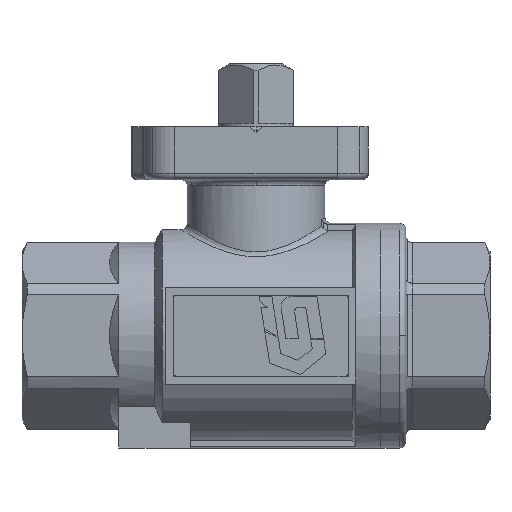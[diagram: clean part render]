
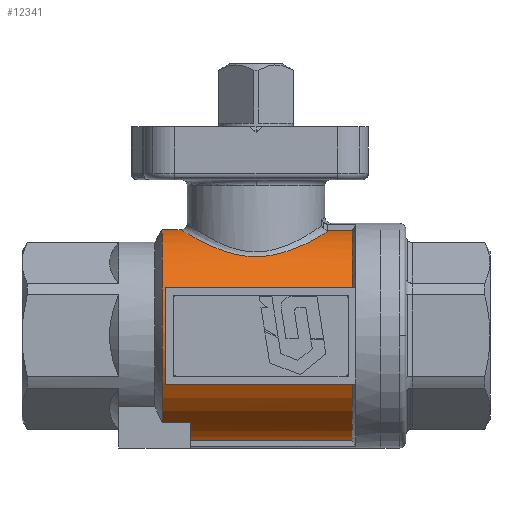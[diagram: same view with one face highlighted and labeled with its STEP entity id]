
A CAD part, front view. The second image highlights one B-rep face of the part: STEP entity #12341.
In plain terms, the highlighted cylindrical face has radius 17 mm (diameter 34 mm), a partial arc.
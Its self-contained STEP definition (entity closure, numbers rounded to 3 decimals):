
#2880=CARTESIAN_POINT('',(-15.045,0.,17.));
#2881=VERTEX_POINT('',#2880);
#2897=CARTESIAN_POINT('',(-15.045,-9.75,-13.926));
#2898=VERTEX_POINT('',#2897);
#2905=CARTESIAN_POINT('',(-15.045,0.,0.));
#2906=DIRECTION('',(-1.,0.,0.));
#2907=DIRECTION('',(0.,-0.,1.));
#2908=AXIS2_PLACEMENT_3D('',#2905,#2906,#2907);
#2909=CIRCLE('',#2908,17.);
#2910=EDGE_CURVE('',#2898,#2881,#2909,.T.);
#3208=CARTESIAN_POINT('',(-12.001,0.,17.));
#3209=VERTEX_POINT('',#3208);
#3210=CARTESIAN_POINT('',(-12.001,0.,17.));
#3211=CARTESIAN_POINT('',(-13.015,0.,17.));
#3212=CARTESIAN_POINT('',(-14.03,0.,17.));
#3213=CARTESIAN_POINT('',(-15.045,0.,17.));
#3214=B_SPLINE_CURVE_WITH_KNOTS('',3,(#3210,#3211,#3212,#3213),.UNSPECIFIED.,.F.,.F.,(4,4),(0.,3.045),.UNSPECIFIED.);
#3215=EDGE_CURVE('',#3209,#2881,#3214,.T.);
#11915=CARTESIAN_POINT('',(-14.5,-15.131,-7.75));
#11916=VERTEX_POINT('',#11915);
#11917=CARTESIAN_POINT('',(-14.5,-15.131,7.75));
#11918=VERTEX_POINT('',#11917);
#11919=CARTESIAN_POINT('',(-14.5,0.,0.));
#11920=DIRECTION('',(-1.,0.,0.));
#11921=DIRECTION('',(0.,-0.,1.));
#11922=AXIS2_PLACEMENT_3D('',#11919,#11920,#11921);
#11923=CIRCLE('',#11922,17.);
#11924=EDGE_CURVE('',#11916,#11918,#11923,.T.);
#11966=CARTESIAN_POINT('',(-10.5,-9.75,-13.926));
#11967=VERTEX_POINT('',#11966);
#11974=CARTESIAN_POINT('',(-15.045,-9.75,-13.926));
#11975=DIRECTION('',(1.,-0.,-0.));
#11976=VECTOR('',#11975,4.545);
#11977=LINE('',#11974,#11976);
#11978=EDGE_CURVE('',#2898,#11967,#11977,.T.);
#12003=CARTESIAN_POINT('',(15.423,-2.5,-16.815));
#12004=VERTEX_POINT('',#12003);
#12005=CARTESIAN_POINT('',(15.423,-15.131,-7.75));
#12006=VERTEX_POINT('',#12005);
#12007=CARTESIAN_POINT('',(15.423,-0.,-0.));
#12008=DIRECTION('',(-1.,0.,0.));
#12009=DIRECTION('',(-0.,0.,-1.));
#12010=AXIS2_PLACEMENT_3D('',#12007,#12008,#12009);
#12011=CIRCLE('',#12010,17.);
#12012=EDGE_CURVE('',#12004,#12006,#12011,.T.);
#12050=CARTESIAN_POINT('',(15.423,-15.131,7.75));
#12051=VERTEX_POINT('',#12050);
#12058=CARTESIAN_POINT('',(-14.5,-15.131,7.75));
#12059=DIRECTION('',(1.,-0.,-0.));
#12060=VECTOR('',#12059,29.923);
#12061=LINE('',#12058,#12060);
#12062=EDGE_CURVE('',#11918,#12051,#12061,.T.);
#12209=CARTESIAN_POINT('',(15.423,-15.131,-7.75));
#12210=DIRECTION('',(-1.,0.,0.));
#12211=VECTOR('',#12210,29.923);
#12212=LINE('',#12209,#12211);
#12213=EDGE_CURVE('',#12006,#11916,#12212,.T.);
#12234=CARTESIAN_POINT('',(0.189,-0.,-0.));
#12235=DIRECTION('',(1.,-0.,-0.));
#12236=DIRECTION('',(0.,-0.,1.));
#12237=AXIS2_PLACEMENT_3D('',#12234,#12235,#12236);
#12238=CYLINDRICAL_SURFACE('',#12237,17.);
#12239=ORIENTED_EDGE('',*,*,#3215,.T.);
#12240=ORIENTED_EDGE('',*,*,#2910,.F.);
#12241=ORIENTED_EDGE('',*,*,#11978,.T.);
#12242=CARTESIAN_POINT('',(-10.5,-2.5,-16.815));
#12243=VERTEX_POINT('',#12242);
#12244=CARTESIAN_POINT('',(-10.5,0.,0.));
#12245=DIRECTION('',(1.,-0.,-0.));
#12246=DIRECTION('',(0.,-0.,1.));
#12247=AXIS2_PLACEMENT_3D('',#12244,#12245,#12246);
#12248=CIRCLE('',#12247,17.);
#12249=EDGE_CURVE('',#11967,#12243,#12248,.T.);
#12250=ORIENTED_EDGE('',*,*,#12249,.T.);
#12251=CARTESIAN_POINT('',(-10.5,-2.5,-16.815));
#12252=DIRECTION('',(1.,-0.,-0.));
#12253=VECTOR('',#12252,25.923);
#12254=LINE('',#12251,#12253);
#12255=EDGE_CURVE('',#12243,#12004,#12254,.T.);
#12256=ORIENTED_EDGE('',*,*,#12255,.T.);
#12257=ORIENTED_EDGE('',*,*,#12012,.T.);
#12258=ORIENTED_EDGE('',*,*,#12213,.T.);
#12259=ORIENTED_EDGE('',*,*,#11924,.T.);
#12260=ORIENTED_EDGE('',*,*,#12062,.T.);
#12261=CARTESIAN_POINT('',(15.423,-2.5,16.815));
#12262=VERTEX_POINT('',#12261);
#12263=CARTESIAN_POINT('',(15.423,-0.,-0.));
#12264=DIRECTION('',(-1.,0.,0.));
#12265=DIRECTION('',(0.,-0.,1.));
#12266=AXIS2_PLACEMENT_3D('',#12263,#12264,#12265);
#12267=CIRCLE('',#12266,17.);
#12268=EDGE_CURVE('',#12051,#12262,#12267,.T.);
#12269=ORIENTED_EDGE('',*,*,#12268,.T.);
#12270=CARTESIAN_POINT('',(11.704,-2.5,16.815));
#12271=VERTEX_POINT('',#12270);
#12272=CARTESIAN_POINT('',(15.423,-2.5,16.815));
#12273=DIRECTION('',(-1.,0.,0.));
#12274=VECTOR('',#12273,3.718);
#12275=LINE('',#12272,#12274);
#12276=EDGE_CURVE('',#12262,#12271,#12275,.T.);
#12277=ORIENTED_EDGE('',*,*,#12276,.T.);
#12278=CARTESIAN_POINT('',(-10.5,-5.487,16.09));
#12279=VERTEX_POINT('',#12278);
#12280=CARTESIAN_POINT('',(-10.5,-5.487,16.09));
#12281=CARTESIAN_POINT('',(-9.917,-6.484,15.75));
#12282=CARTESIAN_POINT('',(-9.187,-7.379,15.341));
#12283=CARTESIAN_POINT('',(-8.339,-8.151,14.918));
#12284=CARTESIAN_POINT('',(-7.915,-8.538,14.707));
#12285=CARTESIAN_POINT('',(-7.461,-8.894,14.493));
#12286=CARTESIAN_POINT('',(-6.981,-9.217,14.284));
#12287=CARTESIAN_POINT('',(-6.502,-9.541,14.075));
#12288=CARTESIAN_POINT('',(-5.996,-9.833,13.871));
#12289=CARTESIAN_POINT('',(-5.467,-10.089,13.682));
#12290=CARTESIAN_POINT('',(-4.937,-10.345,13.494));
#12291=CARTESIAN_POINT('',(-4.383,-10.566,13.32));
#12292=CARTESIAN_POINT('',(-3.805,-10.748,13.171));
#12293=CARTESIAN_POINT('',(-3.227,-10.93,13.022));
#12294=CARTESIAN_POINT('',(-2.627,-11.074,12.899));
#12295=CARTESIAN_POINT('',(-2.012,-11.173,12.813));
#12296=CARTESIAN_POINT('',(-1.398,-11.272,12.726));
#12297=CARTESIAN_POINT('',(-0.769,-11.326,12.678));
#12298=CARTESIAN_POINT('',(-0.14,-11.333,12.672));
#12299=CARTESIAN_POINT('',(0.489,-11.34,12.665));
#12300=CARTESIAN_POINT('',(1.118,-11.3,12.701));
#12301=CARTESIAN_POINT('',(1.733,-11.215,12.776));
#12302=CARTESIAN_POINT('',(2.963,-11.044,12.926));
#12303=CARTESIAN_POINT('',(4.141,-10.694,13.23));
#12304=CARTESIAN_POINT('',(5.224,-10.201,13.599));
#12305=CARTESIAN_POINT('',(5.765,-9.955,13.784));
#12306=CARTESIAN_POINT('',(6.281,-9.673,13.985));
#12307=CARTESIAN_POINT('',(6.77,-9.36,14.191));
#12308=CARTESIAN_POINT('',(7.258,-9.046,14.398));
#12309=CARTESIAN_POINT('',(7.718,-8.7,14.611));
#12310=CARTESIAN_POINT('',(8.149,-8.324,14.823));
#12311=CARTESIAN_POINT('',(8.579,-7.947,15.034));
#12312=CARTESIAN_POINT('',(8.981,-7.539,15.244));
#12313=CARTESIAN_POINT('',(9.35,-7.103,15.445));
#12314=CARTESIAN_POINT('',(9.72,-6.666,15.646));
#12315=CARTESIAN_POINT('',(10.059,-6.201,15.837));
#12316=CARTESIAN_POINT('',(10.362,-5.71,16.012));
#12317=CARTESIAN_POINT('',(10.968,-4.728,16.363));
#12318=CARTESIAN_POINT('',(11.43,-3.645,16.645));
#12319=CARTESIAN_POINT('',(11.704,-2.5,16.815));
#12320=B_SPLINE_CURVE_WITH_KNOTS('',3,(#12280,#12281,#12282,#12283,#12284,#12285,#12286,#12287,#12288,#12289,#12290,#12291,#12292,#12293,#12294,#12295,#12296,#12297,#12298,#12299,#12300,#12301,#12302,#12303,#12304,#12305,
#12306,#12307,#12308,#12309,#12310,#12311,#12312,#12313,#12314,#12315,#12316,#12317,#12318,#12319),.UNSPECIFIED.,.F.,.F.,(4,3,3,3,3,3,3,3,3,3,3,3,3,4),(-7.15,-6.775,-6.587,-6.399,-6.212,-6.024,-5.836,-5.649,-5.273,-5.086,-4.898,-4.71,-4.523,-4.147),.UNSPECIFIED.);
#12321=EDGE_CURVE('',#12279,#12271,#12320,.T.);
#12322=ORIENTED_EDGE('',*,*,#12321,.F.);
#12323=CARTESIAN_POINT('',(-12.001,0.,17.));
#12324=CARTESIAN_POINT('',(-12.001,-0.484,17.));
#12325=CARTESIAN_POINT('',(-11.968,-0.968,16.979));
#12326=CARTESIAN_POINT('',(-11.903,-1.446,16.938));
#12327=CARTESIAN_POINT('',(-11.838,-1.925,16.898));
#12328=CARTESIAN_POINT('',(-11.739,-2.398,16.837));
#12329=CARTESIAN_POINT('',(-11.61,-2.861,16.757));
#12330=CARTESIAN_POINT('',(-11.481,-3.325,16.678));
#12331=CARTESIAN_POINT('',(-11.322,-3.778,16.581));
#12332=CARTESIAN_POINT('',(-11.136,-4.217,16.469));
#12333=CARTESIAN_POINT('',(-10.95,-4.656,16.356));
#12334=CARTESIAN_POINT('',(-10.738,-5.08,16.229));
#12335=CARTESIAN_POINT('',(-10.5,-5.487,16.09));
#12336=B_SPLINE_CURVE_WITH_KNOTS('',3,(#12323,#12324,#12325,#12326,#12327,#12328,#12329,#12330,#12331,#12332,#12333,#12334,#12335),.UNSPECIFIED.,.F.,.F.,(4,3,3,3,4),(-7.763,-7.61,-7.457,-7.303,-7.15),.UNSPECIFIED.);
#12337=EDGE_CURVE('',#3209,#12279,#12336,.T.);
#12338=ORIENTED_EDGE('',*,*,#12337,.F.);
#12339=EDGE_LOOP('',(#12239,#12240,#12241,#12250,#12256,#12257,#12258,#12259,#12260,#12269,#12277,#12322,#12338));
#12340=FACE_BOUND('',#12339,.T.);
#12341=ADVANCED_FACE('',(#12340),#12238,.T.);
